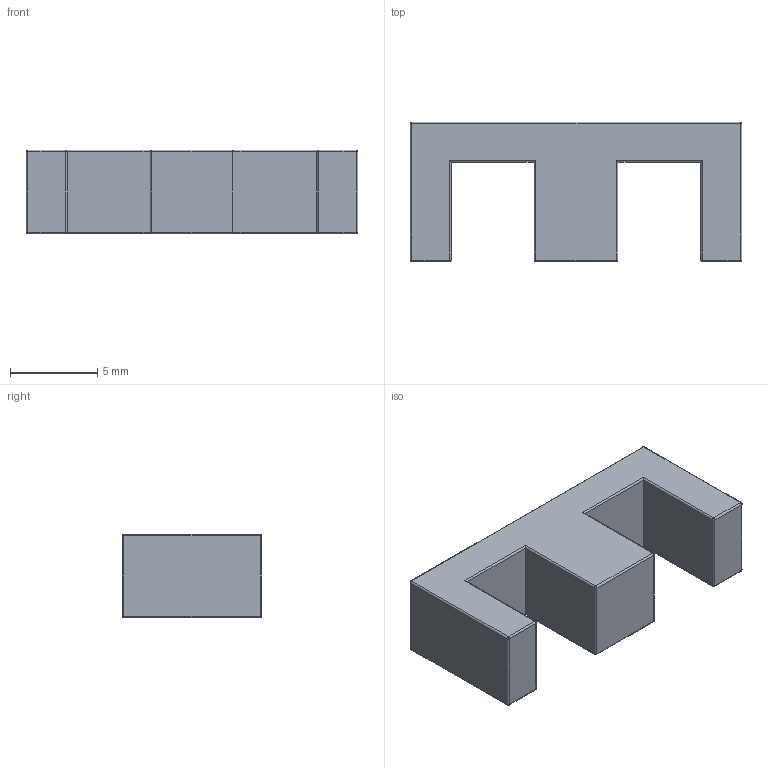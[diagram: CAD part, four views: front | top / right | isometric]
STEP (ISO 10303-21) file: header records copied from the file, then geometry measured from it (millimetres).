
FILE_DESCRIPTION (( 'STEP AP214' ), '1' );
FILE_NAME ('Core-19-8-5.STEP', '2017-01-16T14:16:21', ( '砐錪賧瘔蠈錪 Windows' ), ( '' ), 'SwSTEP 2.0', 'SolidWorks 2016', '' );
FILE_SCHEMA (( 'AUTOMOTIVE_DESIGN' ));
Length unit declared in the file: millimetre
Products named in the file (1): Core-19-8-5
Bounding box: 19 x 8 x 4.8 mm (x, y, z)
Volume: 469.3 mm3; surface area: 556.1 mm2
Topology: 1 solids, 1 shells, 62 faces, 140 edges, 64 vertices
Faces by surface type: cylinder 32, sphere 16, plane 14
Entity records: 1582 total; most frequent: DIRECTION 290, CARTESIAN_POINT 275, ORIENTED_EDGE 248, EDGE_CURVE 124, AXIS2_PLACEMENT_3D 111, VECTOR 68, LINE 68, VERTEX_POINT 64
